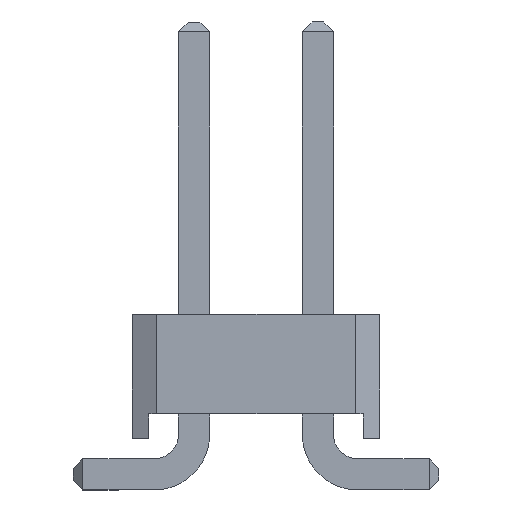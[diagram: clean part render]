
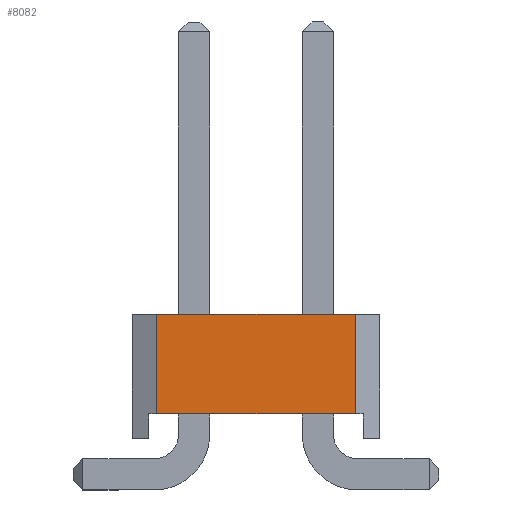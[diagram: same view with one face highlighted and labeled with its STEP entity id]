
A CAD part, front view. The second image highlights one B-rep face of the part: STEP entity #8082.
In plain terms, the highlighted face is planar.
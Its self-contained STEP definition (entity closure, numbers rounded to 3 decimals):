
#1276=ORIENTED_EDGE('',*,*,#2276,.F.);
#1277=ORIENTED_EDGE('',*,*,#2284,.T.);
#1278=ORIENTED_EDGE('',*,*,#2281,.T.);
#1279=ORIENTED_EDGE('',*,*,#2285,.T.);
#2276=EDGE_CURVE('',#2886,#2887,#3546,.T.);
#2281=EDGE_CURVE('',#2888,#2889,#3551,.T.);
#2284=EDGE_CURVE('',#2886,#2888,#3554,.T.);
#2285=EDGE_CURVE('',#2889,#2887,#3555,.T.);
#2886=VERTEX_POINT('',#11228);
#2887=VERTEX_POINT('',#11230);
#2888=VERTEX_POINT('',#11234);
#2889=VERTEX_POINT('',#11237);
#3546=LINE('',#11229,#4308);
#3551=LINE('',#11238,#4313);
#3554=LINE('',#11244,#4316);
#3555=LINE('',#11246,#4317);
#4308=VECTOR('',#9612,1000.);
#4313=VECTOR('',#9619,1000.);
#4316=VECTOR('',#9628,1000.);
#4317=VECTOR('',#9631,1000.);
#4800=EDGE_LOOP('',(#1276,#1277,#1278,#1279));
#5152=FACE_BOUND('',#4800,.T.);
#5456=PLANE('',#8465);
#8082=ADVANCED_FACE('',(#5152),#5456,.T.);
#8465=AXIS2_PLACEMENT_3D('',#11343,#9680,#9681);
#9612=DIRECTION('',(0.,0.,1.));
#9619=DIRECTION('',(0.,0.,1.));
#9628=DIRECTION('',(0.,-1.,0.));
#9631=DIRECTION('',(0.,1.,0.));
#9680=DIRECTION('',(-1.,0.,0.));
#9681=DIRECTION('',(0.,0.,1.));
#11228=CARTESIAN_POINT('',(-7.62,2.04,-0.77));
#11229=CARTESIAN_POINT('',(-7.62,2.04,-15.228));
#11230=CARTESIAN_POINT('',(-7.62,2.04,1.27));
#11234=CARTESIAN_POINT('',(-7.62,-2.04,-0.77));
#11237=CARTESIAN_POINT('',(-7.62,-2.04,1.27));
#11238=CARTESIAN_POINT('',(-7.62,-2.04,-15.228));
#11244=CARTESIAN_POINT('',(-7.62,-2.54,-0.77));
#11246=CARTESIAN_POINT('',(-7.62,-2.54,1.27));
#11343=CARTESIAN_POINT('',(-7.62,-2.54,-1.27));
